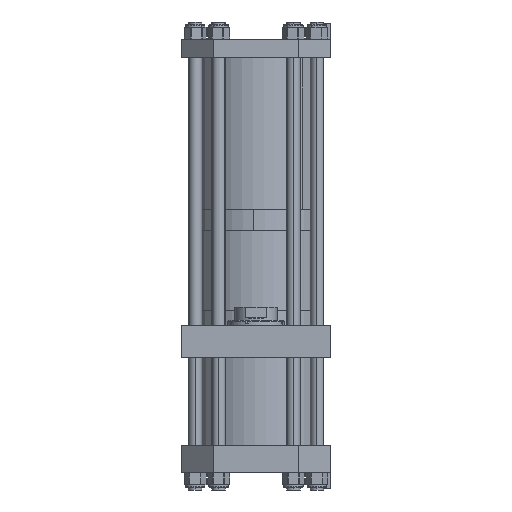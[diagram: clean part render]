
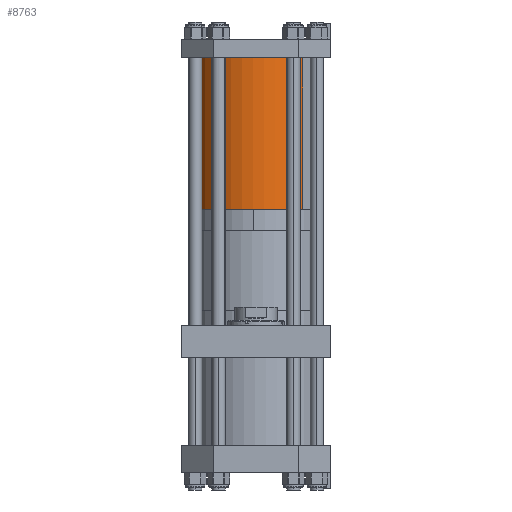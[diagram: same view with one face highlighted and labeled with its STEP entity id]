
A CAD part, left-side view. The second image highlights one B-rep face of the part: STEP entity #8763.
In plain terms, the highlighted cylindrical face has radius 152.4 mm (diameter 304.8 mm), a partial arc.
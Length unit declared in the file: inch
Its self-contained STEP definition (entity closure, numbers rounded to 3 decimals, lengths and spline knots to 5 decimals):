
#946 = FACE_OUTER_BOUND ( 'NONE', #7943, .T. ) ;
#978 = ORIENTED_EDGE ( 'NONE', *, *, #3938, .T. ) ;
#3045 = CYLINDRICAL_SURFACE ( 'NONE', #18302, 6. ) ;
#3938 = EDGE_CURVE ( 'NONE', #18984, #8023, #16879, .T. ) ;
#4737 = ORIENTED_EDGE ( 'NONE', *, *, #14621, .F. ) ;
#5867 = CARTESIAN_POINT ( 'NONE',  ( -6., 0., 14.2 ) ) ;
#6606 = VERTEX_POINT ( 'NONE', #13363 ) ;
#7006 = CARTESIAN_POINT ( 'NONE',  ( 6., 0., 0. ) ) ;
#7809 = VECTOR ( 'NONE', #17848, 39.37008 ) ;
#7943 = EDGE_LOOP ( 'NONE', ( #12006, #978, #8880, #4737 ) ) ;
#8023 = VERTEX_POINT ( 'NONE', #7006 ) ;
#8763 = ADVANCED_FACE ( 'NONE', ( #946 ), #3045, .T. ) ;
#8872 = CARTESIAN_POINT ( 'NONE',  ( 0., 0., 0. ) ) ;
#8880 = ORIENTED_EDGE ( 'NONE', *, *, #12489, .T. ) ;
#9634 = CIRCLE ( 'NONE', #10857, 6. ) ;
#10275 = DIRECTION ( 'NONE',  ( -1., 0., 0. ) ) ;
#10354 = DIRECTION ( 'NONE',  ( 0., 0., -1. ) ) ;
#10857 = AXIS2_PLACEMENT_3D ( 'NONE', #8872, #14989, #12011 ) ;
#12006 = ORIENTED_EDGE ( 'NONE', *, *, #15321, .F. ) ;
#12011 = DIRECTION ( 'NONE',  ( 1., 0., 0. ) ) ;
#12489 = EDGE_CURVE ( 'NONE', #8023, #6606, #9634, .T. ) ;
#12846 = AXIS2_PLACEMENT_3D ( 'NONE', #15949, #17257, #18997 ) ;
#12865 = CIRCLE ( 'NONE', #12846, 6. ) ;
#13363 = CARTESIAN_POINT ( 'NONE',  ( -6., 0., 0. ) ) ;
#13531 = CARTESIAN_POINT ( 'NONE',  ( 6., 0., 14.2 ) ) ;
#14263 = CARTESIAN_POINT ( 'NONE',  ( -6., 0., 14.2 ) ) ;
#14621 = EDGE_CURVE ( 'NONE', #18784, #6606, #17151, .T. ) ;
#14989 = DIRECTION ( 'NONE',  ( 0., 0., 1. ) ) ;
#15028 = CARTESIAN_POINT ( 'NONE',  ( 6., 0., 14.2 ) ) ;
#15321 = EDGE_CURVE ( 'NONE', #18984, #18784, #12865, .T. ) ;
#15931 = VECTOR ( 'NONE', #17932, 39.37008 ) ;
#15949 = CARTESIAN_POINT ( 'NONE',  ( 0., 0., 14.2 ) ) ;
#16879 = LINE ( 'NONE', #15028, #15931 ) ;
#17151 = LINE ( 'NONE', #5867, #7809 ) ;
#17257 = DIRECTION ( 'NONE',  ( 0., 0., 1. ) ) ;
#17626 = CARTESIAN_POINT ( 'NONE',  ( 0., 0., 14.2 ) ) ;
#17848 = DIRECTION ( 'NONE',  ( 0., 0., -1. ) ) ;
#17932 = DIRECTION ( 'NONE',  ( 0., 0., -1. ) ) ;
#18302 = AXIS2_PLACEMENT_3D ( 'NONE', #17626, #10354, #10275 ) ;
#18784 = VERTEX_POINT ( 'NONE', #14263 ) ;
#18984 = VERTEX_POINT ( 'NONE', #13531 ) ;
#18997 = DIRECTION ( 'NONE',  ( 1., 0., 0. ) ) ;
